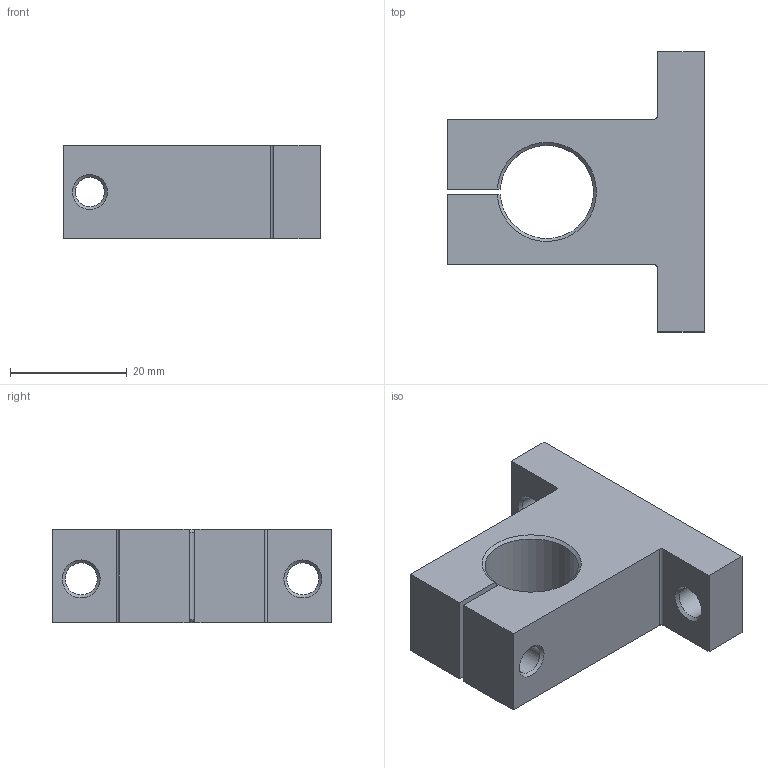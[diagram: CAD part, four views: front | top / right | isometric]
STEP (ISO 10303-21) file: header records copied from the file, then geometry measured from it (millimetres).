
FILE_DESCRIPTION(/* description */ (''),/* implementation_level */ '2;1');
FILE_NAME(/* name */ 'sk16.stp',/* time_stamp */ '2017-11-16T14:24:25+07:00',/* author */ ('Thai'),/* organization */ (''),/* preprocessor_version */ 'ST-DEVELOPER v16.13',/* originating_system */ 'Autodesk Inventor 2018',/* authorisation */ '');
FILE_SCHEMA (('AUTOMOTIVE_DESIGN { 1 0 10303 214 3 1 1 }'));
Length unit declared in the file: millimetre
Products named in the file (1): sk16
Bounding box: 44 x 48 x 16 mm (x, y, z)
Volume: 16157.6 mm3; surface area: 6623.5 mm2
Topology: 1 solids, 1 shells, 28 faces, 75 edges, 49 vertices
Faces by surface type: plane 14, cylinder 8, cone 6
Full cylindrical faces by diameter (mm): 5 x2, 5.5 x2, 8 x1
Entity records: 867 total; most frequent: DIRECTION 143, CARTESIAN_POINT 138, ORIENTED_EDGE 126, EDGE_CURVE 63, AXIS2_PLACEMENT_3D 51, VERTEX_POINT 46, EDGE_LOOP 45, LINE 41
